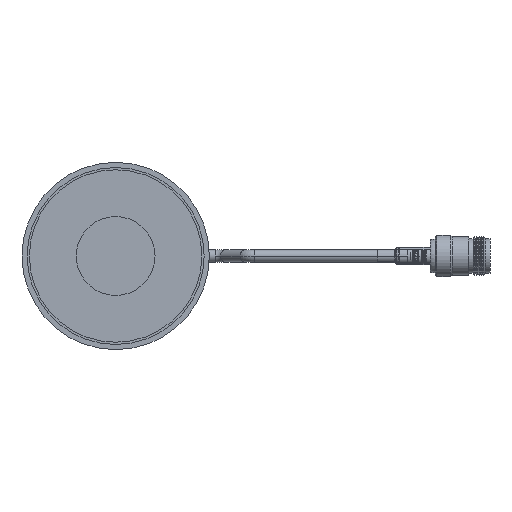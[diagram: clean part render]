
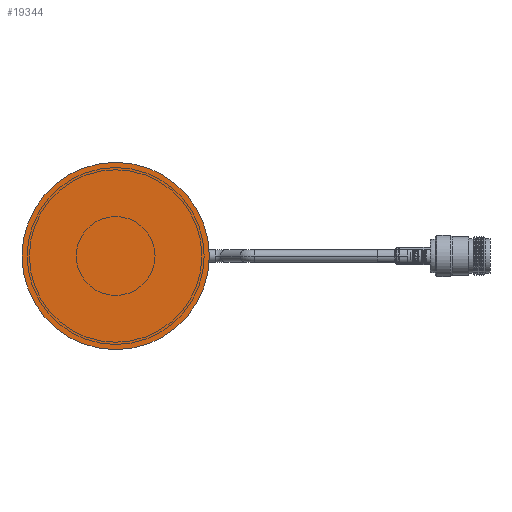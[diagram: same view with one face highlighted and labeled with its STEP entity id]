
A CAD part, front view. The second image highlights one B-rep face of the part: STEP entity #19344.
In plain terms, the highlighted planar face has unit normal (0, -1, 0).
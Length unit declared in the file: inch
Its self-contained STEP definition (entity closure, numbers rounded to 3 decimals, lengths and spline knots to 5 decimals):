
#594 = CARTESIAN_POINT ( 'NONE',  ( 0., -0.00984, 0. ) ) ;
#1085 = AXIS2_PLACEMENT_3D ( 'NONE', #594, #17513, #5780 ) ;
#4459 = CIRCLE ( 'NONE', #12374, 1.49606 ) ;
#5082 = VERTEX_POINT ( 'NONE', #9151 ) ;
#5780 = DIRECTION ( 'NONE',  ( 0., 0., -1. ) ) ;
#7541 = EDGE_LOOP ( 'NONE', ( #21691, #12778 ) ) ;
#7937 = CIRCLE ( 'NONE', #1085, 1.49606 ) ;
#7961 = CARTESIAN_POINT ( 'NONE',  ( 0., -0.00984, 1.49606 ) ) ;
#9151 = CARTESIAN_POINT ( 'NONE',  ( 0., -0.00984, -1.49606 ) ) ;
#9279 = VERTEX_POINT ( 'NONE', #7961 ) ;
#9478 = DIRECTION ( 'NONE',  ( 0., 0., 1. ) ) ;
#10052 = CARTESIAN_POINT ( 'NONE',  ( 0., -0.00984, 0. ) ) ;
#10607 = PLANE ( 'NONE',  #13777 ) ;
#12374 = AXIS2_PLACEMENT_3D ( 'NONE', #10052, #17018, #13847 ) ;
#12778 = ORIENTED_EDGE ( 'NONE', *, *, #20348, .F. ) ;
#13777 = AXIS2_PLACEMENT_3D ( 'NONE', #19944, #21424, #9478 ) ;
#13847 = DIRECTION ( 'NONE',  ( 0., 0., -1. ) ) ;
#14312 = FACE_OUTER_BOUND ( 'NONE', #7541, .T. ) ;
#14933 = EDGE_CURVE ( 'NONE', #5082, #9279, #7937, .T. ) ;
#17018 = DIRECTION ( 'NONE',  ( 0., 1., 0. ) ) ;
#17513 = DIRECTION ( 'NONE',  ( 0., 1., 0. ) ) ;
#19344 = ADVANCED_FACE ( 'NONE', ( #14312 ), #10607, .F. ) ;
#19944 = CARTESIAN_POINT ( 'NONE',  ( 0., -0.00984, 0. ) ) ;
#20348 = EDGE_CURVE ( 'NONE', #9279, #5082, #4459, .T. ) ;
#21424 = DIRECTION ( 'NONE',  ( 0., 1., 0. ) ) ;
#21691 = ORIENTED_EDGE ( 'NONE', *, *, #14933, .F. ) ;
